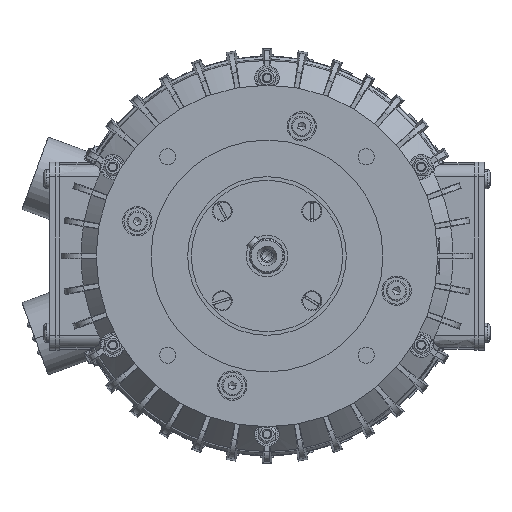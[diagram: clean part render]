
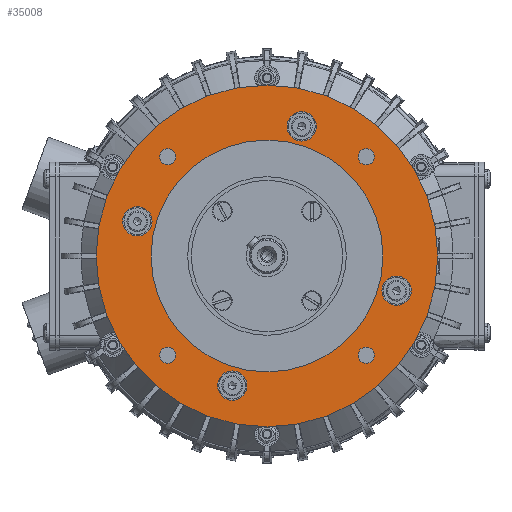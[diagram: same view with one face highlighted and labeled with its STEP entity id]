
A CAD part, left-side view. The second image highlights one B-rep face of the part: STEP entity #35008.
In plain terms, the highlighted planar face has unit normal (-1, 0, 0).
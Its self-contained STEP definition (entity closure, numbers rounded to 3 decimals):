
#4594=CARTESIAN_POINT('',(-3.5,-70.,0.));
#4595=VERTEX_POINT('',#4594);
#4611=CARTESIAN_POINT('',(-3.5,70.,0.));
#4612=VERTEX_POINT('',#4611);
#4619=CARTESIAN_POINT('',(-3.5,0.,0.));
#4620=DIRECTION('',(1.0,0.,0.));
#4621=DIRECTION('',(0.,-1.0,0.));
#4622=AXIS2_PLACEMENT_3D('',#4619,#4620,#4621);
#4623=CIRCLE('',#4622,70.0);
#4624=EDGE_CURVE('',#4612,#4595,#4623,.T.);
#4634=CARTESIAN_POINT('',(-3.5,-47.5,0.));
#4635=VERTEX_POINT('',#4634);
#4644=CARTESIAN_POINT('',(-3.5,47.5,0.));
#4645=VERTEX_POINT('',#4644);
#4646=CARTESIAN_POINT('',(-3.5,0.,0.));
#4647=DIRECTION('',(1.0,0.,0.));
#4648=DIRECTION('',(0.,-1.0,0.));
#4649=AXIS2_PLACEMENT_3D('',#4646,#4647,#4648);
#4650=CIRCLE('',#4649,47.5);
#4651=EDGE_CURVE('',#4645,#4635,#4650,.T.);
#4699=CARTESIAN_POINT('',(-3.5,43.982,-40.659));
#4700=VERTEX_POINT('',#4699);
#4716=CARTESIAN_POINT('',(-3.5,37.335,-40.659));
#4717=VERTEX_POINT('',#4716);
#4724=CARTESIAN_POINT('',(-3.5,40.659,-40.659));
#4725=DIRECTION('',(1.0,0.,0.));
#4726=DIRECTION('',(0.,1.0,0.));
#4727=AXIS2_PLACEMENT_3D('',#4724,#4725,#4726);
#4728=CIRCLE('',#4727,3.324);
#4729=EDGE_CURVE('',#4700,#4717,#4728,.T.);
#4762=CARTESIAN_POINT('',(-3.5,-37.335,40.659));
#4763=VERTEX_POINT('',#4762);
#4779=CARTESIAN_POINT('',(-3.5,-43.982,40.659));
#4780=VERTEX_POINT('',#4779);
#4787=CARTESIAN_POINT('',(-3.5,-40.659,40.659));
#4788=DIRECTION('',(1.0,0.,0.));
#4789=DIRECTION('',(0.,1.0,0.));
#4790=AXIS2_PLACEMENT_3D('',#4787,#4788,#4789);
#4791=CIRCLE('',#4790,3.324);
#4792=EDGE_CURVE('',#4763,#4780,#4791,.T.);
#4825=CARTESIAN_POINT('',(-3.5,-37.335,-40.659));
#4826=VERTEX_POINT('',#4825);
#4842=CARTESIAN_POINT('',(-3.5,-43.982,-40.659));
#4843=VERTEX_POINT('',#4842);
#4850=CARTESIAN_POINT('',(-3.5,-40.659,-40.659));
#4851=DIRECTION('',(1.0,0.,0.));
#4852=DIRECTION('',(0.,1.0,0.));
#4853=AXIS2_PLACEMENT_3D('',#4850,#4851,#4852);
#4854=CIRCLE('',#4853,3.324);
#4855=EDGE_CURVE('',#4826,#4843,#4854,.T.);
#4888=CARTESIAN_POINT('',(-3.5,43.982,40.659));
#4889=VERTEX_POINT('',#4888);
#4905=CARTESIAN_POINT('',(-3.5,37.335,40.659));
#4906=VERTEX_POINT('',#4905);
#4913=CARTESIAN_POINT('',(-3.5,40.659,40.659));
#4914=DIRECTION('',(1.0,0.,0.));
#4915=DIRECTION('',(0.,1.0,0.));
#4916=AXIS2_PLACEMENT_3D('',#4913,#4914,#4915);
#4917=CIRCLE('',#4916,3.324);
#4918=EDGE_CURVE('',#4889,#4906,#4917,.T.);
#4930=CARTESIAN_POINT('',(-3.5,8.235,-53.126));
#4931=VERTEX_POINT('',#4930);
#4947=CARTESIAN_POINT('',(-3.5,20.235,-53.126));
#4948=VERTEX_POINT('',#4947);
#4955=CARTESIAN_POINT('',(-3.5,14.235,-53.126));
#4956=DIRECTION('',(1.0,0.,0.));
#4957=DIRECTION('',(0.,-1.0,0.));
#4958=AXIS2_PLACEMENT_3D('',#4955,#4956,#4957);
#4959=CIRCLE('',#4958,6.);
#4960=EDGE_CURVE('',#4931,#4948,#4959,.T.);
#4972=CARTESIAN_POINT('',(-3.5,-53.126,-8.235));
#4973=VERTEX_POINT('',#4972);
#4989=CARTESIAN_POINT('',(-3.5,-53.126,-20.235));
#4990=VERTEX_POINT('',#4989);
#4997=CARTESIAN_POINT('',(-3.5,-53.126,-14.235));
#4998=DIRECTION('',(1.0,0.,0.));
#4999=DIRECTION('',(0.,0.,1.0));
#5000=AXIS2_PLACEMENT_3D('',#4997,#4998,#4999);
#5001=CIRCLE('',#5000,6.);
#5002=EDGE_CURVE('',#4973,#4990,#5001,.T.);
#5014=CARTESIAN_POINT('',(-3.5,-8.235,53.126));
#5015=VERTEX_POINT('',#5014);
#5031=CARTESIAN_POINT('',(-3.5,-20.235,53.126));
#5032=VERTEX_POINT('',#5031);
#5039=CARTESIAN_POINT('',(-3.5,-14.235,53.126));
#5040=DIRECTION('',(1.0,0.,0.));
#5041=DIRECTION('',(0.,1.0,0.));
#5042=AXIS2_PLACEMENT_3D('',#5039,#5040,#5041);
#5043=CIRCLE('',#5042,6.);
#5044=EDGE_CURVE('',#5015,#5032,#5043,.T.);
#5056=CARTESIAN_POINT('',(-3.5,53.126,8.235));
#5057=VERTEX_POINT('',#5056);
#5073=CARTESIAN_POINT('',(-3.5,53.126,20.235));
#5074=VERTEX_POINT('',#5073);
#5081=CARTESIAN_POINT('',(-3.5,53.126,14.235));
#5082=DIRECTION('',(1.0,0.,0.));
#5083=DIRECTION('',(0.,0.,-1.0));
#5084=AXIS2_PLACEMENT_3D('',#5081,#5082,#5083);
#5085=CIRCLE('',#5084,6.);
#5086=EDGE_CURVE('',#5057,#5074,#5085,.T.);
#34581=CARTESIAN_POINT('',(-3.5,53.126,14.235));
#34582=DIRECTION('',(1.0,0.,0.));
#34583=DIRECTION('',(0.,0.,-1.0));
#34584=AXIS2_PLACEMENT_3D('',#34581,#34582,#34583);
#34585=CIRCLE('',#34584,6.);
#34586=EDGE_CURVE('',#5074,#5057,#34585,.T.);
#34619=CARTESIAN_POINT('',(-3.5,-14.235,53.126));
#34620=DIRECTION('',(1.0,0.,0.));
#34621=DIRECTION('',(0.,1.0,0.));
#34622=AXIS2_PLACEMENT_3D('',#34619,#34620,#34621);
#34623=CIRCLE('',#34622,6.);
#34624=EDGE_CURVE('',#5032,#5015,#34623,.T.);
#34657=CARTESIAN_POINT('',(-3.5,-53.126,-14.235));
#34658=DIRECTION('',(1.0,0.,0.));
#34659=DIRECTION('',(0.,0.,1.0));
#34660=AXIS2_PLACEMENT_3D('',#34657,#34658,#34659);
#34661=CIRCLE('',#34660,6.);
#34662=EDGE_CURVE('',#4990,#4973,#34661,.T.);
#34695=CARTESIAN_POINT('',(-3.5,14.235,-53.126));
#34696=DIRECTION('',(1.0,0.,0.));
#34697=DIRECTION('',(0.,-1.0,0.));
#34698=AXIS2_PLACEMENT_3D('',#34695,#34696,#34697);
#34699=CIRCLE('',#34698,6.);
#34700=EDGE_CURVE('',#4948,#4931,#34699,.T.);
#34754=CARTESIAN_POINT('',(-3.5,40.659,40.659));
#34755=DIRECTION('',(1.0,0.,0.));
#34756=DIRECTION('',(0.,1.0,0.));
#34757=AXIS2_PLACEMENT_3D('',#34754,#34755,#34756);
#34758=CIRCLE('',#34757,3.324);
#34759=EDGE_CURVE('',#4906,#4889,#34758,.T.);
#34799=CARTESIAN_POINT('',(-3.5,-40.659,-40.659));
#34800=DIRECTION('',(1.0,0.,0.));
#34801=DIRECTION('',(0.,1.0,0.));
#34802=AXIS2_PLACEMENT_3D('',#34799,#34800,#34801);
#34803=CIRCLE('',#34802,3.324);
#34804=EDGE_CURVE('',#4843,#4826,#34803,.T.);
#34844=CARTESIAN_POINT('',(-3.5,-40.659,40.659));
#34845=DIRECTION('',(1.0,0.,0.));
#34846=DIRECTION('',(0.,1.0,0.));
#34847=AXIS2_PLACEMENT_3D('',#34844,#34845,#34846);
#34848=CIRCLE('',#34847,3.324);
#34849=EDGE_CURVE('',#4780,#4763,#34848,.T.);
#34889=CARTESIAN_POINT('',(-3.5,40.659,-40.659));
#34890=DIRECTION('',(1.0,0.,0.));
#34891=DIRECTION('',(0.,1.0,0.));
#34892=AXIS2_PLACEMENT_3D('',#34889,#34890,#34891);
#34893=CIRCLE('',#34892,3.324);
#34894=EDGE_CURVE('',#4717,#4700,#34893,.T.);
#34921=CARTESIAN_POINT('',(-3.5,0.,0.));
#34922=DIRECTION('',(1.0,0.,0.));
#34923=DIRECTION('',(0.,-1.0,0.));
#34924=AXIS2_PLACEMENT_3D('',#34921,#34922,#34923);
#34925=CIRCLE('',#34924,47.5);
#34926=EDGE_CURVE('',#4635,#4645,#34925,.T.);
#34951=CARTESIAN_POINT('',(-3.5,0.,0.));
#34952=DIRECTION('',(1.0,0.,0.));
#34953=DIRECTION('',(0.,-1.0,0.));
#34954=AXIS2_PLACEMENT_3D('',#34951,#34952,#34953);
#34955=CIRCLE('',#34954,70.0);
#34956=EDGE_CURVE('',#4595,#4612,#34955,.T.);
#34963=CARTESIAN_POINT('',(-3.5,0.,0.));
#34964=DIRECTION('',(1.0,0.0,0.0));
#34965=DIRECTION('',(0.0,-1.0,0.));
#34966=AXIS2_PLACEMENT_3D('',#34963,#34964,#34965);
#34967=PLANE('',#34966);
#34968=ORIENTED_EDGE('',*,*,#4624,.F.);
#34969=ORIENTED_EDGE('',*,*,#34956,.F.);
#34970=EDGE_LOOP('',(#34968,#34969));
#34971=FACE_OUTER_BOUND('',#34970,.T.);
#34972=ORIENTED_EDGE('',*,*,#34586,.T.);
#34973=ORIENTED_EDGE('',*,*,#5086,.T.);
#34974=EDGE_LOOP('',(#34972,#34973));
#34975=FACE_BOUND('',#34974,.T.);
#34976=ORIENTED_EDGE('',*,*,#34624,.T.);
#34977=ORIENTED_EDGE('',*,*,#5044,.T.);
#34978=EDGE_LOOP('',(#34976,#34977));
#34979=FACE_BOUND('',#34978,.T.);
#34980=ORIENTED_EDGE('',*,*,#34662,.T.);
#34981=ORIENTED_EDGE('',*,*,#5002,.T.);
#34982=EDGE_LOOP('',(#34980,#34981));
#34983=FACE_BOUND('',#34982,.T.);
#34984=ORIENTED_EDGE('',*,*,#34700,.T.);
#34985=ORIENTED_EDGE('',*,*,#4960,.T.);
#34986=EDGE_LOOP('',(#34984,#34985));
#34987=FACE_BOUND('',#34986,.T.);
#34988=ORIENTED_EDGE('',*,*,#4918,.T.);
#34989=ORIENTED_EDGE('',*,*,#34759,.T.);
#34990=EDGE_LOOP('',(#34988,#34989));
#34991=FACE_BOUND('',#34990,.T.);
#34992=ORIENTED_EDGE('',*,*,#4855,.T.);
#34993=ORIENTED_EDGE('',*,*,#34804,.T.);
#34994=EDGE_LOOP('',(#34992,#34993));
#34995=FACE_BOUND('',#34994,.T.);
#34996=ORIENTED_EDGE('',*,*,#4792,.T.);
#34997=ORIENTED_EDGE('',*,*,#34849,.T.);
#34998=EDGE_LOOP('',(#34996,#34997));
#34999=FACE_BOUND('',#34998,.T.);
#35000=ORIENTED_EDGE('',*,*,#4729,.T.);
#35001=ORIENTED_EDGE('',*,*,#34894,.T.);
#35002=EDGE_LOOP('',(#35000,#35001));
#35003=FACE_BOUND('',#35002,.T.);
#35004=ORIENTED_EDGE('',*,*,#4651,.T.);
#35005=ORIENTED_EDGE('',*,*,#34926,.T.);
#35006=EDGE_LOOP('',(#35004,#35005));
#35007=FACE_BOUND('',#35006,.T.);
#35008=ADVANCED_FACE('',(#34971,#34975,#34979,#34983,#34987,#34991,#34995,#34999,#35003,#35007),#34967,.F.);
